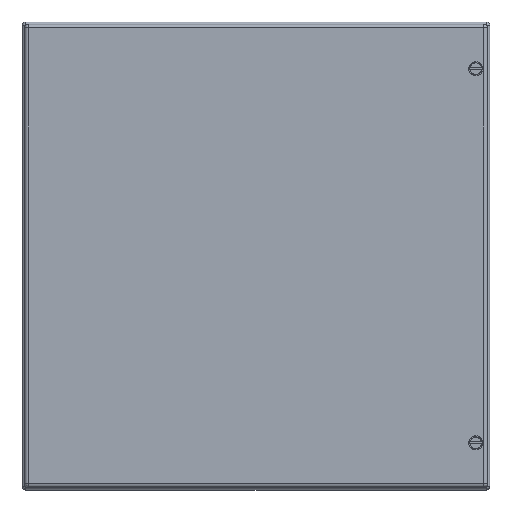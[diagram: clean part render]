
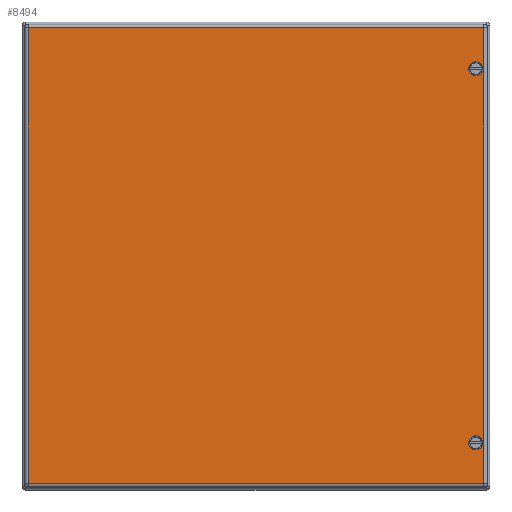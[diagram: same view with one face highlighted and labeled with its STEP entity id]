
A CAD part, top view. The second image highlights one B-rep face of the part: STEP entity #8494.
In plain terms, the highlighted planar face has unit normal (0, 0, 1).
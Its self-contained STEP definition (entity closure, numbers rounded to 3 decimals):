
#8436=AXIS2_PLACEMENT_3D('Plane Axis2P3D',#8433,#8434,#8435) ;
#8478=AXIS2_PLACEMENT_3D('Circle Axis2P3D',#8476,#8477,$) ;
#8487=AXIS2_PLACEMENT_3D('Circle Axis2P3D',#8485,#8486,$) ;
#8249=CARTESIAN_POINT('Vertex',(384.5,40.,200.)) ;
#8253=CARTESIAN_POINT('Control Point',(384.5,40.,200.)) ;
#8254=CARTESIAN_POINT('Control Point',(384.5,39.45,200.)) ;
#8255=CARTESIAN_POINT('Control Point',(384.608,38.9,200.)) ;
#8256=CARTESIAN_POINT('Control Point',(384.824,38.379,200.)) ;
#8257=CARTESIAN_POINT('Control Point',(385.449,37.449,200.)) ;
#8258=CARTESIAN_POINT('Control Point',(386.379,36.824,200.)) ;
#8259=CARTESIAN_POINT('Control Point',(386.9,36.608,200.)) ;
#8260=CARTESIAN_POINT('Control Point',(388.,36.392,200.)) ;
#8261=CARTESIAN_POINT('Control Point',(389.1,36.608,200.)) ;
#8262=CARTESIAN_POINT('Control Point',(389.621,36.824,200.)) ;
#8263=CARTESIAN_POINT('Control Point',(390.551,37.449,200.)) ;
#8264=CARTESIAN_POINT('Control Point',(391.176,38.379,200.)) ;
#8265=CARTESIAN_POINT('Control Point',(391.392,38.9,200.)) ;
#8266=CARTESIAN_POINT('Control Point',(391.5,39.45,200.)) ;
#8267=CARTESIAN_POINT('Control Point',(391.5,40.,200.)) ;
#8268=CARTESIAN_POINT('Vertex',(391.5,40.,200.)) ;
#8410=CARTESIAN_POINT('Control Point',(391.5,40.,200.)) ;
#8411=CARTESIAN_POINT('Control Point',(391.5,40.55,200.)) ;
#8412=CARTESIAN_POINT('Control Point',(391.392,41.1,200.)) ;
#8413=CARTESIAN_POINT('Control Point',(391.176,41.621,200.)) ;
#8414=CARTESIAN_POINT('Control Point',(390.551,42.551,200.)) ;
#8415=CARTESIAN_POINT('Control Point',(389.621,43.176,200.)) ;
#8416=CARTESIAN_POINT('Control Point',(389.1,43.392,200.)) ;
#8417=CARTESIAN_POINT('Control Point',(388.,43.608,200.)) ;
#8418=CARTESIAN_POINT('Control Point',(386.9,43.392,200.)) ;
#8419=CARTESIAN_POINT('Control Point',(386.379,43.176,200.)) ;
#8420=CARTESIAN_POINT('Control Point',(385.449,42.551,200.)) ;
#8421=CARTESIAN_POINT('Control Point',(384.824,41.621,200.)) ;
#8422=CARTESIAN_POINT('Control Point',(384.608,41.1,200.)) ;
#8423=CARTESIAN_POINT('Control Point',(384.5,40.55,200.)) ;
#8424=CARTESIAN_POINT('Control Point',(384.5,40.,200.)) ;
#8433=CARTESIAN_POINT('Axis2P3D Location',(200.,200.,200.)) ;
#8438=CARTESIAN_POINT('Line Origine',(395.,200.,200.)) ;
#8442=CARTESIAN_POINT('Vertex',(395.,5.,200.)) ;
#8444=CARTESIAN_POINT('Vertex',(395.,395.,200.)) ;
#8447=CARTESIAN_POINT('Line Origine',(200.,395.,200.)) ;
#8451=CARTESIAN_POINT('Vertex',(5.,395.,200.)) ;
#8454=CARTESIAN_POINT('Line Origine',(5.,200.,200.)) ;
#8458=CARTESIAN_POINT('Vertex',(5.,5.,200.)) ;
#8461=CARTESIAN_POINT('Line Origine',(200.,5.,200.)) ;
#8476=CARTESIAN_POINT('Axis2P3D Location',(388.,360.,200.)) ;
#8480=CARTESIAN_POINT('Vertex',(391.5,360.,200.)) ;
#8482=CARTESIAN_POINT('Vertex',(384.5,360.,200.)) ;
#8485=CARTESIAN_POINT('Axis2P3D Location',(388.,360.,200.)) ;
#8434=DIRECTION('Axis2P3D Direction',(0.,0.,1.)) ;
#8435=DIRECTION('Axis2P3D XDirection',(1.,0.,0.)) ;
#8439=DIRECTION('Vector Direction',(0.,1.,0.)) ;
#8448=DIRECTION('Vector Direction',(-1.,0.,0.)) ;
#8455=DIRECTION('Vector Direction',(0.,-1.,0.)) ;
#8462=DIRECTION('Vector Direction',(1.,0.,0.)) ;
#8477=DIRECTION('Axis2P3D Direction',(0.,0.,1.)) ;
#8486=DIRECTION('Axis2P3D Direction',(0.,0.,1.)) ;
#8440=VECTOR('Line Direction',#8439,1.) ;
#8449=VECTOR('Line Direction',#8448,1.) ;
#8456=VECTOR('Line Direction',#8455,1.) ;
#8463=VECTOR('Line Direction',#8462,1.) ;
#8467=ORIENTED_EDGE('',*,*,#8446,.T.) ;
#8468=ORIENTED_EDGE('',*,*,#8453,.T.) ;
#8469=ORIENTED_EDGE('',*,*,#8460,.T.) ;
#8470=ORIENTED_EDGE('',*,*,#8465,.T.) ;
#8473=ORIENTED_EDGE('',*,*,#8425,.F.) ;
#8474=ORIENTED_EDGE('',*,*,#8270,.F.) ;
#8491=ORIENTED_EDGE('',*,*,#8484,.F.) ;
#8492=ORIENTED_EDGE('',*,*,#8489,.F.) ;
#8475=FACE_BOUND('',#8472,.T.) ;
#8493=FACE_BOUND('',#8490,.T.) ;
#8494=ADVANCED_FACE('76192_ZUB_DE_HS_KEBI_400x400-1/76192_DE_HS_KEBI_400x400-1-solid1',(#8471,#8475,#8493),#8437,.T.) ;
#8252=B_SPLINE_CURVE_WITH_KNOTS('',5,(#8253,#8254,#8255,#8256,#8257,#8258,#8259,#8260,#8261,#8262,#8263,#8264,#8265,#8266,#8267),.UNSPECIFIED.,.F.,.U.,(6,3,3,3,6),(-5.498,-2.749,0.,2.749,5.498),.UNSPECIFIED.) ;
#8409=B_SPLINE_CURVE_WITH_KNOTS('',5,(#8410,#8411,#8412,#8413,#8414,#8415,#8416,#8417,#8418,#8419,#8420,#8421,#8422,#8423,#8424),.UNSPECIFIED.,.F.,.U.,(6,3,3,3,6),(-5.498,-2.749,0.,2.749,5.498),.UNSPECIFIED.) ;
#8479=CIRCLE('generated circle',#8478,3.5) ;
#8488=CIRCLE('generated circle',#8487,3.5) ;
#8270=EDGE_CURVE('',#8250,#8269,#8252,.T.) ;
#8425=EDGE_CURVE('',#8269,#8250,#8409,.T.) ;
#8446=EDGE_CURVE('',#8443,#8445,#8441,.T.) ;
#8453=EDGE_CURVE('',#8445,#8452,#8450,.T.) ;
#8460=EDGE_CURVE('',#8452,#8459,#8457,.T.) ;
#8465=EDGE_CURVE('',#8459,#8443,#8464,.T.) ;
#8484=EDGE_CURVE('',#8481,#8483,#8479,.T.) ;
#8489=EDGE_CURVE('',#8483,#8481,#8488,.T.) ;
#8466=EDGE_LOOP('',(#8467,#8468,#8469,#8470)) ;
#8472=EDGE_LOOP('',(#8473,#8474)) ;
#8490=EDGE_LOOP('',(#8491,#8492)) ;
#8471=FACE_OUTER_BOUND('',#8466,.T.) ;
#8441=LINE('Line',#8438,#8440) ;
#8450=LINE('Line',#8447,#8449) ;
#8457=LINE('Line',#8454,#8456) ;
#8464=LINE('Line',#8461,#8463) ;
#8437=PLANE('',#8436) ;
#8250=VERTEX_POINT('',#8249) ;
#8269=VERTEX_POINT('',#8268) ;
#8443=VERTEX_POINT('',#8442) ;
#8445=VERTEX_POINT('',#8444) ;
#8452=VERTEX_POINT('',#8451) ;
#8459=VERTEX_POINT('',#8458) ;
#8481=VERTEX_POINT('',#8480) ;
#8483=VERTEX_POINT('',#8482) ;
